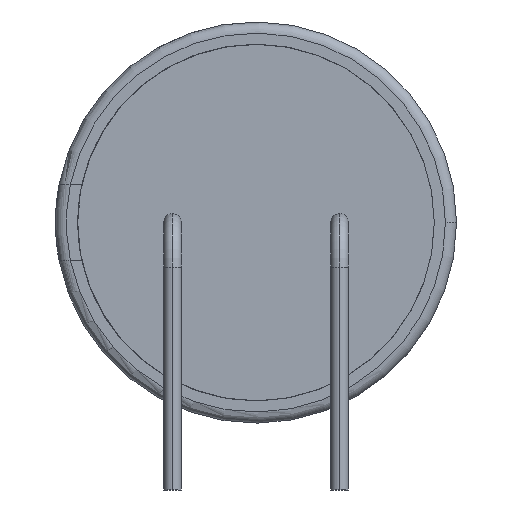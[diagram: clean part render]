
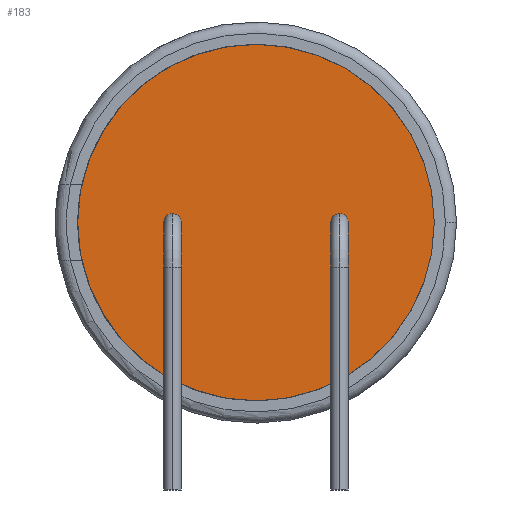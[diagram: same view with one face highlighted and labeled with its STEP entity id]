
A CAD part, front view. The second image highlights one B-rep face of the part: STEP entity #183.
In plain terms, the highlighted planar face has unit normal (0, -1, 0).
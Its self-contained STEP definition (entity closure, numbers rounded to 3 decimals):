
#120 = AXIS2_PLACEMENT_3D ( 'NONE', #473, #754, #2696 ) ;
#183 = ADVANCED_FACE ( 'NONE', ( #1802 ), #1655, .T. ) ;
#288 = VERTEX_POINT ( 'NONE', #557 ) ;
#473 = CARTESIAN_POINT ( 'NONE',  ( 0., 0.1, 9. ) ) ;
#557 = CARTESIAN_POINT ( 'NONE',  ( -8., 0.1, 9. ) ) ;
#754 = DIRECTION ( 'NONE',  ( 0., -1., 0. ) ) ;
#822 = AXIS2_PLACEMENT_3D ( 'NONE', #938, #2670, #2395 ) ;
#846 = EDGE_CURVE ( 'NONE', #288, #2381, #2311, .T. ) ;
#938 = CARTESIAN_POINT ( 'NONE',  ( 0., 0.1, 9. ) ) ;
#1189 = DIRECTION ( 'NONE',  ( 0., -1., 0. ) ) ;
#1216 = CARTESIAN_POINT ( 'NONE',  ( 0., 0.1, 9. ) ) ;
#1238 = DIRECTION ( 'NONE',  ( 1., 0., 0. ) ) ;
#1449 = EDGE_LOOP ( 'NONE', ( #2387, #3184 ) ) ;
#1655 = PLANE ( 'NONE',  #120 ) ;
#1772 = EDGE_CURVE ( 'NONE', #2381, #288, #2374, .T. ) ;
#1802 = FACE_OUTER_BOUND ( 'NONE', #1449, .T. ) ;
#2142 = CARTESIAN_POINT ( 'NONE',  ( 8., 0.1, 9. ) ) ;
#2311 = CIRCLE ( 'NONE', #2781, 8. ) ;
#2374 = CIRCLE ( 'NONE', #822, 8. ) ;
#2381 = VERTEX_POINT ( 'NONE', #2142 ) ;
#2387 = ORIENTED_EDGE ( 'NONE', *, *, #1772, .T. ) ;
#2395 = DIRECTION ( 'NONE',  ( 1., 0., 0. ) ) ;
#2670 = DIRECTION ( 'NONE',  ( 0., -1., 0. ) ) ;
#2696 = DIRECTION ( 'NONE',  ( 1., 0., 0. ) ) ;
#2781 = AXIS2_PLACEMENT_3D ( 'NONE', #1216, #1189, #1238 ) ;
#3184 = ORIENTED_EDGE ( 'NONE', *, *, #846, .T. ) ;
